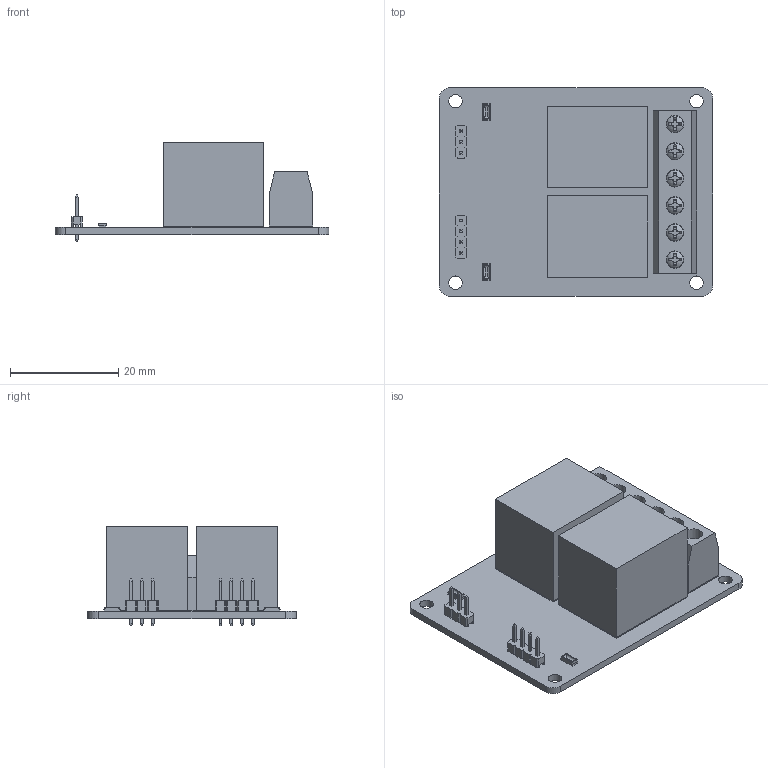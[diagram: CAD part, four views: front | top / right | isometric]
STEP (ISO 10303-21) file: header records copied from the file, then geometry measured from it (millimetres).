
FILE_DESCRIPTION(/* description */ (''),/* implementation_level */ '2;1');
FILE_NAME(/* name */ '2 Relay Module v2.step',/* time_stamp */ '2021-03-26T12:13:27-06:00',/* author */ (''),/* organization */ (''),/* preprocessor_version */ 'ST-DEVELOPER v18.1',/* originating_system */ 'Autodesk Translation Framework v9.10.0.1330',/* authorisation */ '');
FILE_SCHEMA (('AUTOMOTIVE_DESIGN { 1 0 10303 214 3 1 1 }'));
Length unit declared in the file: millimetre
Products named in the file (9): 2 Relay Module; Module; 3 pin header; pin header 1x3 pitch 2mm heigth 5mm; 4 pin header; pin header 1x4 pitch 2mm heigth 5mm; LED IN1; LED IN2; Screw
Assembly tree (13 placements, depth 4):
  2 Relay Module
    Module
      3 pin header
        pin header 1x3 pitch 2mm heigth 5mm
      4 pin header
        pin header 1x4 pitch 2mm heigth 5mm
      LED IN1
      LED IN2
      Screw  x6
Bounding box: 50.5 x 38.5 x 18.45 mm (x, y, z)
Volume: 13432.8 mm3; surface area: 11273.1 mm2
Topology: 24 solids, 24 shells, 731 faces, 1871 edges, 1214 vertices
Faces by surface type: plane 474, cylinder 185, cone 36, bspline 18, torus 12, sphere 6
Full cylindrical faces by diameter (mm): 0.75 x7, 1.145 x60, 1.6 x60, 2.5 x4, 3.2 x6, 3.21 x6
Entity records: 15605 total; most frequent: CARTESIAN_POINT 4611, ORIENTED_EDGE 2202, DIRECTION 2080, EDGE_CURVE 1101, LINE 938, VECTOR 938, VERTEX_POINT 704, AXIS2_PLACEMENT_3D 571
